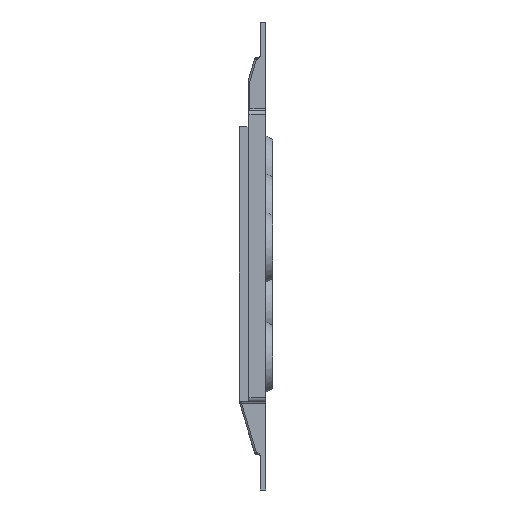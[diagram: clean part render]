
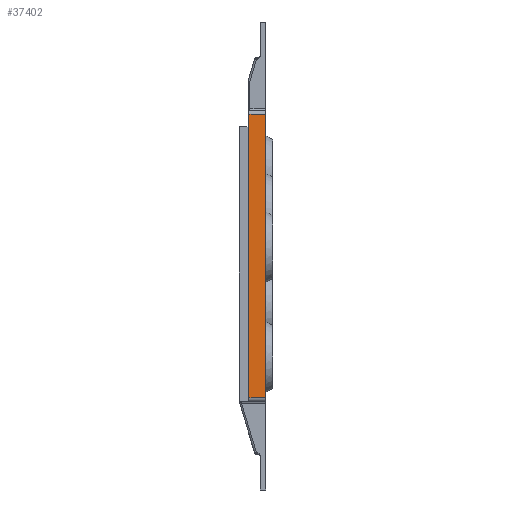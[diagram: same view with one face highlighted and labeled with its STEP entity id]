
A CAD part, left-side view. The second image highlights one B-rep face of the part: STEP entity #37402.
In plain terms, the highlighted planar face has unit normal (-1, 0, 0).
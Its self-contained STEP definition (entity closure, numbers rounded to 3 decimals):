
#10879 = CARTESIAN_POINT ( 'NONE',  ( -393., 30., 164. ) ) ;
#10892 = PLANE ( 'NONE',  #170079 ) ;
#10897 = DIRECTION ( 'NONE',  ( 1., 0., 0. ) ) ;
#10898 = DIRECTION ( 'NONE',  ( 0., 0., -1. ) ) ;
#14077 = VERTEX_POINT ( 'NONE', #33504 ) ;
#14439 = VERTEX_POINT ( 'NONE', #44153 ) ;
#15369 = VERTEX_POINT ( 'NONE', #44612 ) ;
#15848 = VERTEX_POINT ( 'NONE', #45395 ) ;
#21828 = EDGE_LOOP ( 'NONE', ( #106730, #106732, #106734, #106736 ) ) ;
#33504 = CARTESIAN_POINT ( 'NONE',  ( -393., 0., -160. ) ) ;
#37402 = ADVANCED_FACE ( 'NONE', ( #156799 ), #10892, .F. ) ;
#42943 = CARTESIAN_POINT ( 'NONE',  ( -393., 30., 160. ) ) ;
#42952 = DIRECTION ( 'NONE',  ( 0., 0., -1. ) ) ;
#42961 = CARTESIAN_POINT ( 'NONE',  ( -393., 19., 164. ) ) ;
#42964 = DIRECTION ( 'NONE',  ( 0., 1., 0. ) ) ;
#42968 = DIRECTION ( 'NONE',  ( 0., -1., 0. ) ) ;
#42973 = CARTESIAN_POINT ( 'NONE',  ( -393., 30., -160. ) ) ;
#42977 = CARTESIAN_POINT ( 'NONE',  ( -393., 0., 164. ) ) ;
#42987 = DIRECTION ( 'NONE',  ( 0., 0., 1. ) ) ;
#44153 = CARTESIAN_POINT ( 'NONE',  ( -393., 19., -160. ) ) ;
#44612 = CARTESIAN_POINT ( 'NONE',  ( -393., 19., 160. ) ) ;
#45395 = CARTESIAN_POINT ( 'NONE',  ( -393., 0., 160. ) ) ;
#106730 = ORIENTED_EDGE ( 'NONE', *, *, #125517, .T. ) ;
#106732 = ORIENTED_EDGE ( 'NONE', *, *, #125522, .T. ) ;
#106734 = ORIENTED_EDGE ( 'NONE', *, *, #125526, .T. ) ;
#106736 = ORIENTED_EDGE ( 'NONE', *, *, #125529, .T. ) ;
#125517 = EDGE_CURVE ( 'NONE', #15848, #15369, #155108, .T. ) ;
#125522 = EDGE_CURVE ( 'NONE', #15369, #14439, #155110, .T. ) ;
#125526 = EDGE_CURVE ( 'NONE', #14439, #14077, #155114, .T. ) ;
#125529 = EDGE_CURVE ( 'NONE', #14077, #15848, #155116, .T. ) ;
#155108 = LINE ( 'NONE', #42943, #155113 ) ;
#155110 = LINE ( 'NONE', #42961, #155115 ) ;
#155113 = VECTOR ( 'NONE', #42964, 1000. ) ;
#155114 = LINE ( 'NONE', #42973, #155117 ) ;
#155115 = VECTOR ( 'NONE', #42952, 1000. ) ;
#155116 = LINE ( 'NONE', #42977, #155119 ) ;
#155117 = VECTOR ( 'NONE', #42968, 1000. ) ;
#155119 = VECTOR ( 'NONE', #42987, 1000. ) ;
#156799 = FACE_OUTER_BOUND ( 'NONE', #21828, .T. ) ;
#170079 = AXIS2_PLACEMENT_3D ( 'NONE', #10879, #10897, #10898 ) ;
